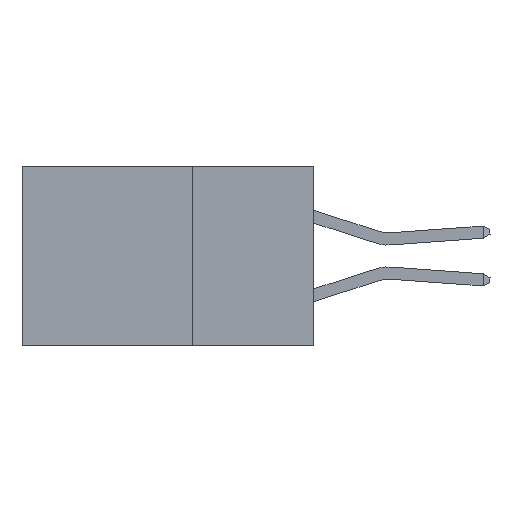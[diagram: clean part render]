
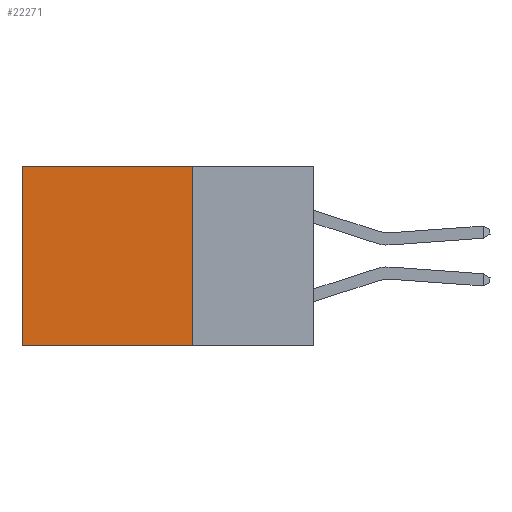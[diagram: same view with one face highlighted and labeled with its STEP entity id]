
A CAD part, left-side view. The second image highlights one B-rep face of the part: STEP entity #22271.
In plain terms, the highlighted planar face has unit normal (-1, 0, 0).
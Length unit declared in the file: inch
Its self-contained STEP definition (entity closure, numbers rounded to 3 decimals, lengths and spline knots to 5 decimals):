
#2327 = LINE ( 'NONE', #16111, #27691 ) ;
#2546 = EDGE_LOOP ( 'NONE', ( #11478, #18785, #3256, #16055 ) ) ;
#3256 = ORIENTED_EDGE ( 'NONE', *, *, #26682, .F. ) ;
#5889 = LINE ( 'NONE', #19091, #15414 ) ;
#6367 = CARTESIAN_POINT ( 'NONE',  ( 0.2875, 0.25, 0. ) ) ;
#8668 = VERTEX_POINT ( 'NONE', #12824 ) ;
#9370 = DIRECTION ( 'NONE',  ( 0., 1., 0. ) ) ;
#9600 = CARTESIAN_POINT ( 'NONE',  ( 0.2875, 0.6, 0. ) ) ;
#10255 = VERTEX_POINT ( 'NONE', #12920 ) ;
#11478 = ORIENTED_EDGE ( 'NONE', *, *, #19188, .T. ) ;
#11662 = CARTESIAN_POINT ( 'NONE',  ( 0.2875, 0.25, -0.37 ) ) ;
#12824 = CARTESIAN_POINT ( 'NONE',  ( 0.2875, 0.6, -0.37 ) ) ;
#12920 = CARTESIAN_POINT ( 'NONE',  ( 0.2875, 0.25, 0. ) ) ;
#13244 = PLANE ( 'NONE',  #16625 ) ;
#14021 = CARTESIAN_POINT ( 'NONE',  ( 0.2875, 0.25, -0.37 ) ) ;
#14033 = LINE ( 'NONE', #11662, #19510 ) ;
#14257 = VECTOR ( 'NONE', #19013, 39.37008 ) ;
#14426 = CARTESIAN_POINT ( 'NONE',  ( 0.2875, 0.6, 0. ) ) ;
#15414 = VECTOR ( 'NONE', #28552, 39.37008 ) ;
#15683 = DIRECTION ( 'NONE',  ( 0., 0., -1. ) ) ;
#16055 = ORIENTED_EDGE ( 'NONE', *, *, #24216, .T. ) ;
#16111 = CARTESIAN_POINT ( 'NONE',  ( 0.2875, 0.25, 0. ) ) ;
#16625 = AXIS2_PLACEMENT_3D ( 'NONE', #6367, #22589, #15683 ) ;
#16726 = FACE_OUTER_BOUND ( 'NONE', #2546, .T. ) ;
#17889 = LINE ( 'NONE', #9600, #14257 ) ;
#18785 = ORIENTED_EDGE ( 'NONE', *, *, #19787, .F. ) ;
#19013 = DIRECTION ( 'NONE',  ( 0., 0., -1. ) ) ;
#19091 = CARTESIAN_POINT ( 'NONE',  ( 0.2875, 0.25, 0. ) ) ;
#19188 = EDGE_CURVE ( 'NONE', #23711, #8668, #17889, .T. ) ;
#19510 = VECTOR ( 'NONE', #9370, 39.37008 ) ;
#19787 = EDGE_CURVE ( 'NONE', #26491, #8668, #14033, .T. ) ;
#22271 = ADVANCED_FACE ( 'NONE', ( #16726 ), #13244, .F. ) ;
#22589 = DIRECTION ( 'NONE',  ( 1., 0., 0. ) ) ;
#23711 = VERTEX_POINT ( 'NONE', #14426 ) ;
#24216 = EDGE_CURVE ( 'NONE', #10255, #23711, #2327, .T. ) ;
#26491 = VERTEX_POINT ( 'NONE', #14021 ) ;
#26682 = EDGE_CURVE ( 'NONE', #10255, #26491, #5889, .T. ) ;
#27691 = VECTOR ( 'NONE', #30015, 39.37008 ) ;
#28552 = DIRECTION ( 'NONE',  ( 0., 0., -1. ) ) ;
#30015 = DIRECTION ( 'NONE',  ( 0., 1., 0. ) ) ;
